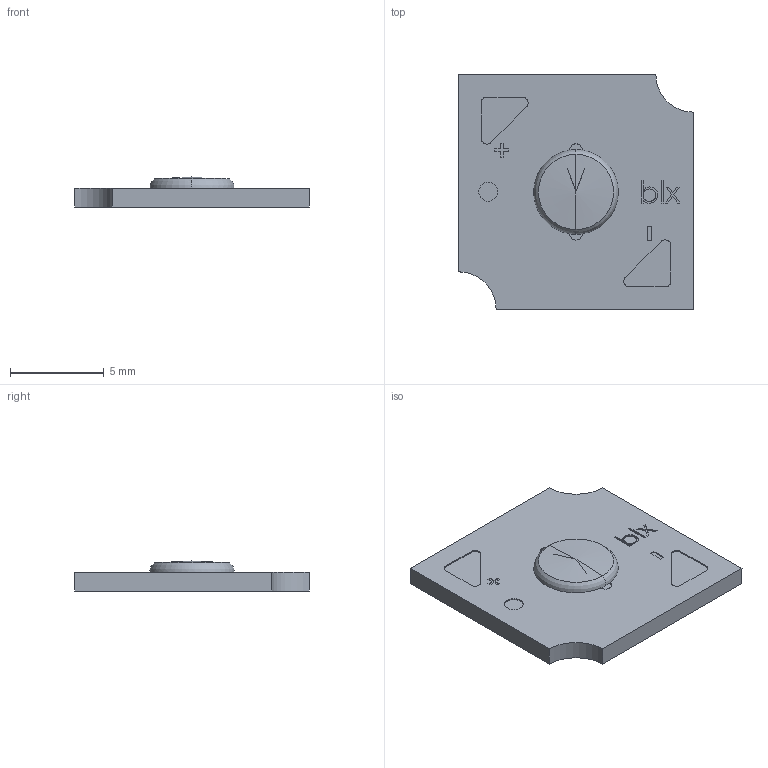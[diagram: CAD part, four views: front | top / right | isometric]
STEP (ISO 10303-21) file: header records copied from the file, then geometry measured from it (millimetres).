
FILE_DESCRIPTION (( 'STEP AP214' ), '1' );
FILE_NAME ('²Õ¦X¥ó1-HD3.5-Part.STEP', '2021-03-02T03:33:44', ( '' ), ( '' ), 'SwSTEP 2.0', 'SolidWorks 2018', '' );
FILE_SCHEMA (( 'AUTOMOTIVE_DESIGN' ));
Length unit declared in the file: millimetre
Products named in the file (1): 組合件1-HD3.5-Part
Bounding box: 12.5 x 12.5 x 1.6 mm (x, y, z)
Volume: 156.2 mm3; surface area: 385.6 mm2
Topology: 1 solids, 1 shells, 94 faces, 249 edges, 163 vertices
Faces by surface type: plane 60, cylinder 24, bspline 6, cone 2, torus 2
Entity records: 4089 total; most frequent: CARTESIAN_POINT 671, ORIENTED_EDGE 494, DIRECTION 475, EDGE_CURVE 247, LINE 173, VECTOR 173, VERTEX_POINT 163, AXIS2_PLACEMENT_3D 151
